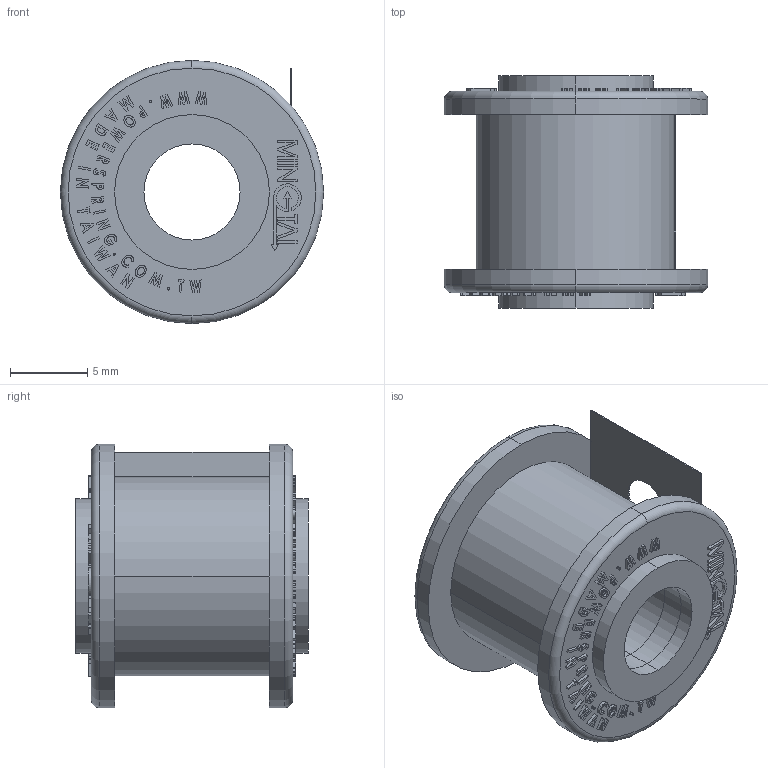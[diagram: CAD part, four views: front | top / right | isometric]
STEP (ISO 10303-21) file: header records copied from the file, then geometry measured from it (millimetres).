
FILE_DESCRIPTION (( 'STEP AP203' ), '1' );
FILE_NAME ('CP00250610.STEP', '2020-11-24T07:53:39', ( '' ), ( '' ), 'SwSTEP 2.0', 'SolidWorks 2020', '' );
FILE_SCHEMA (( 'CONFIG_CONTROL_DESIGN' ));
Length unit declared in the file: millimetre
Products named in the file (3): 10mm(OD17)_10mm(OD17); CP00250610_Spring; CP00250610
Assembly tree (3 placements, depth 2):
  CP00250610
    CP00250610_Spring
    10mm(OD17)_10mm(OD17)  x2
Bounding box: 17 x 15 x 17 mm (x, y, z)
Volume: 1549 mm3; surface area: 14762.1 mm2
Topology: 75 solids, 75 shells, 1158 faces, 2966 edges, 1972 vertices
Faces by surface type: plane 826, bspline 174, cylinder 142, torus 12, cone 4
Entity records: 24122 total; most frequent: CARTESIAN_POINT 8526, ORIENTED_EDGE 3302, DIRECTION 2851, EDGE_CURVE 1651, VECTOR 1213, LINE 1213, VERTEX_POINT 1098, AXIS2_PLACEMENT_3D 819
